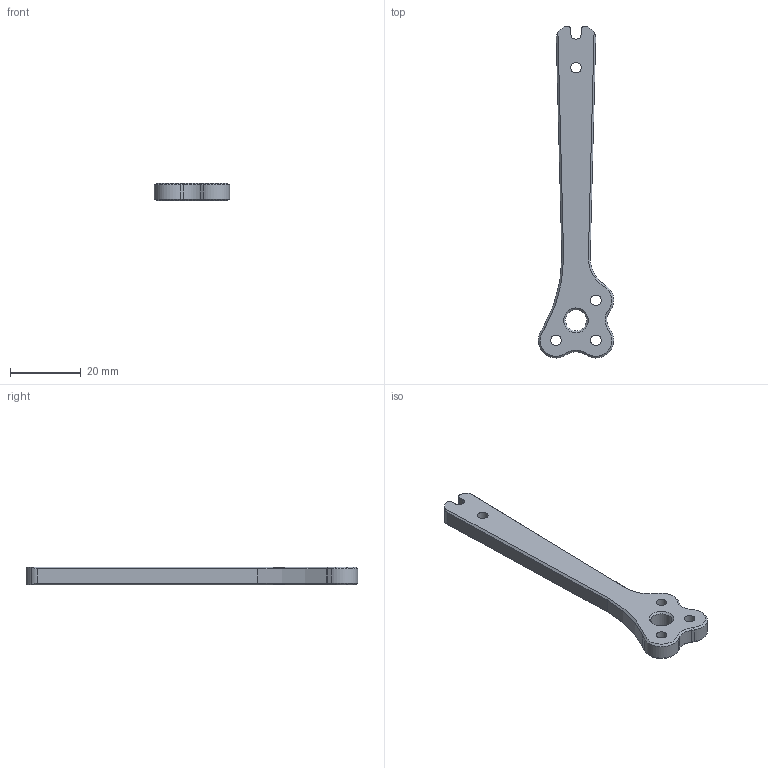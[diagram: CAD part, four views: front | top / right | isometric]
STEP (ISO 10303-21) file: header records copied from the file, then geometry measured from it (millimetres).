
FILE_DESCRIPTION(/* description */ (''),/* implementation_level */ '2;1');
FILE_NAME(/* name */ 'JM OpenRacer Arm 5mm.step',/* time_stamp */ '2025-08-27T15:00:34+04:00',/* author */ (''),/* organization */ (''),/* preprocessor_version */ 'ST-DEVELOPER v20.1',/* originating_system */ 'Autodesk Translation Framework v14.10.0.0',/* authorisation */ '');
FILE_SCHEMA (('AUTOMOTIVE_DESIGN { 1 0 10303 214 3 1 1 }'));
Length unit declared in the file: millimetre
Products named in the file (1): OpenRacer Light
Bounding box: 21.31 x 94 x 5 mm (x, y, z)
Volume: 4898.7 mm3; surface area: 3251.8 mm2
Topology: 1 solids, 1 shells, 60 faces, 146 edges, 88 vertices
Faces by surface type: plane 22, cylinder 20, cone 18
Full cylindrical faces by diameter (mm): 3 x4, 6 x1
Entity records: 1821 total; most frequent: DIRECTION 324, CARTESIAN_POINT 313, ORIENTED_EDGE 292, EDGE_CURVE 146, AXIS2_PLACEMENT_3D 123, VERTEX_POINT 88, LINE 78, VECTOR 78
